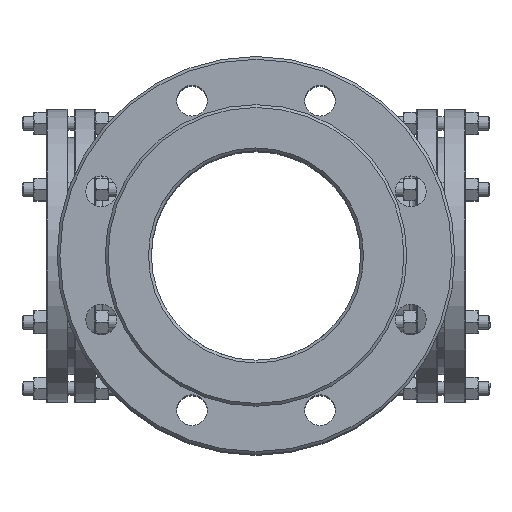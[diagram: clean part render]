
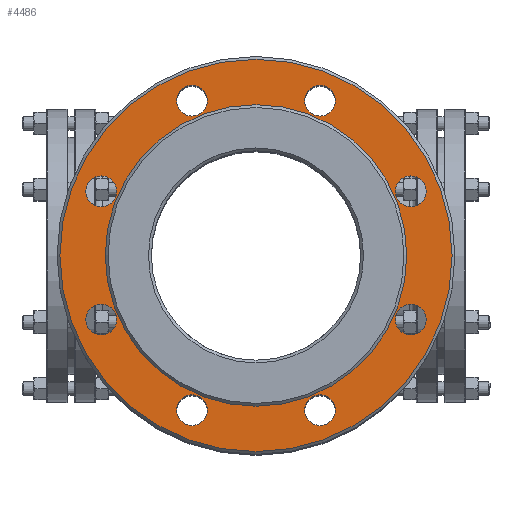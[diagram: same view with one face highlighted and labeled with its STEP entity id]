
A CAD part, top view. The second image highlights one B-rep face of the part: STEP entity #4486.
In plain terms, the highlighted planar face has unit normal (0, 0, 1).
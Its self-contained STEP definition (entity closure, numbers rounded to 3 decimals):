
#326=FACE_BOUND('',#1033,.T.);
#327=FACE_BOUND('',#1034,.T.);
#328=FACE_BOUND('',#1035,.T.);
#329=FACE_BOUND('',#1036,.T.);
#330=FACE_BOUND('',#1037,.T.);
#331=FACE_BOUND('',#1038,.T.);
#332=FACE_BOUND('',#1039,.T.);
#333=FACE_BOUND('',#1040,.T.);
#334=FACE_BOUND('',#1041,.T.);
#427=PLANE('',#5052);
#694=FACE_OUTER_BOUND('',#1032,.T.);
#1032=EDGE_LOOP('',(#3872));
#1033=EDGE_LOOP('',(#3873));
#1034=EDGE_LOOP('',(#3874));
#1035=EDGE_LOOP('',(#3875));
#1036=EDGE_LOOP('',(#3876));
#1037=EDGE_LOOP('',(#3877));
#1038=EDGE_LOOP('',(#3878));
#1039=EDGE_LOOP('',(#3879));
#1040=EDGE_LOOP('',(#3880));
#1041=EDGE_LOOP('',(#3881));
#1537=CIRCLE('',#4678,11.);
#1539=CIRCLE('',#4681,11.);
#1541=CIRCLE('',#4684,11.);
#1543=CIRCLE('',#4687,11.);
#1642=CIRCLE('',#4850,11.);
#1644=CIRCLE('',#4853,11.);
#1646=CIRCLE('',#4856,11.);
#1648=CIRCLE('',#4859,11.);
#1650=CIRCLE('',#4862,108.);
#1762=CIRCLE('',#5051,140.5);
#1981=VERTEX_POINT('',#7587);
#1983=VERTEX_POINT('',#7593);
#1985=VERTEX_POINT('',#7599);
#1987=VERTEX_POINT('',#7605);
#2082=VERTEX_POINT('',#8762);
#2084=VERTEX_POINT('',#8768);
#2086=VERTEX_POINT('',#8774);
#2088=VERTEX_POINT('',#8780);
#2090=VERTEX_POINT('',#8786);
#2196=VERTEX_POINT('',#9992);
#2429=EDGE_CURVE('',#1981,#1981,#1537,.T.);
#2432=EDGE_CURVE('',#1983,#1983,#1539,.T.);
#2435=EDGE_CURVE('',#1985,#1985,#1541,.T.);
#2438=EDGE_CURVE('',#1987,#1987,#1543,.T.);
#2584=EDGE_CURVE('',#2082,#2082,#1642,.T.);
#2587=EDGE_CURVE('',#2084,#2084,#1644,.T.);
#2590=EDGE_CURVE('',#2086,#2086,#1646,.T.);
#2593=EDGE_CURVE('',#2088,#2088,#1648,.T.);
#2596=EDGE_CURVE('',#2090,#2090,#1650,.T.);
#2763=EDGE_CURVE('',#2196,#2196,#1762,.T.);
#3872=ORIENTED_EDGE('',*,*,#2763,.F.);
#3873=ORIENTED_EDGE('',*,*,#2593,.T.);
#3874=ORIENTED_EDGE('',*,*,#2590,.T.);
#3875=ORIENTED_EDGE('',*,*,#2587,.T.);
#3876=ORIENTED_EDGE('',*,*,#2584,.T.);
#3877=ORIENTED_EDGE('',*,*,#2596,.T.);
#3878=ORIENTED_EDGE('',*,*,#2438,.F.);
#3879=ORIENTED_EDGE('',*,*,#2435,.F.);
#3880=ORIENTED_EDGE('',*,*,#2432,.F.);
#3881=ORIENTED_EDGE('',*,*,#2429,.F.);
#4486=ADVANCED_FACE('',(#694,#326,#327,#328,#329,#330,#331,#332,#333,#334),
#427,.T.);
#4678=AXIS2_PLACEMENT_3D('',#7588,#5431,#5432);
#4681=AXIS2_PLACEMENT_3D('',#7594,#5438,#5439);
#4684=AXIS2_PLACEMENT_3D('',#7600,#5445,#5446);
#4687=AXIS2_PLACEMENT_3D('',#7606,#5452,#5453);
#4850=AXIS2_PLACEMENT_3D('',#8763,#5819,#5820);
#4853=AXIS2_PLACEMENT_3D('',#8769,#5826,#5827);
#4856=AXIS2_PLACEMENT_3D('',#8775,#5833,#5834);
#4859=AXIS2_PLACEMENT_3D('',#8781,#5840,#5841);
#4862=AXIS2_PLACEMENT_3D('',#8787,#5847,#5848);
#5051=AXIS2_PLACEMENT_3D('',#9993,#6272,#6273);
#5052=AXIS2_PLACEMENT_3D('',#9995,#6275,#6276);
#5431=DIRECTION('center_axis',(0.,0.,1.));
#5432=DIRECTION('ref_axis',(1.,0.,0.));
#5438=DIRECTION('center_axis',(0.,0.,1.));
#5439=DIRECTION('ref_axis',(1.,0.,0.));
#5445=DIRECTION('center_axis',(0.,0.,1.));
#5446=DIRECTION('ref_axis',(1.,0.,0.));
#5452=DIRECTION('center_axis',(0.,0.,1.));
#5453=DIRECTION('ref_axis',(1.,0.,0.));
#5819=DIRECTION('center_axis',(0.,0.,-1.));
#5820=DIRECTION('ref_axis',(-1.,0.,0.));
#5826=DIRECTION('center_axis',(0.,0.,-1.));
#5827=DIRECTION('ref_axis',(-1.,0.,0.));
#5833=DIRECTION('center_axis',(0.,0.,-1.));
#5834=DIRECTION('ref_axis',(-1.,0.,0.));
#5840=DIRECTION('center_axis',(0.,0.,-1.));
#5841=DIRECTION('ref_axis',(-1.,0.,0.));
#5847=DIRECTION('center_axis',(0.,0.,-1.));
#5848=DIRECTION('ref_axis',(1.,0.,0.));
#6272=DIRECTION('center_axis',(0.,0.,-1.));
#6273=DIRECTION('ref_axis',(-1.,0.,0.));
#6275=DIRECTION('center_axis',(0.,0.,1.));
#6276=DIRECTION('ref_axis',(1.,0.,0.));
#7587=CARTESIAN_POINT('',(-121.866,-45.922,448.));
#7588=CARTESIAN_POINT('Origin',(-110.866,-45.922,448.));
#7593=CARTESIAN_POINT('',(-56.922,-110.866,448.));
#7594=CARTESIAN_POINT('Origin',(-45.922,-110.866,448.));
#7599=CARTESIAN_POINT('',(-56.922,110.866,448.));
#7600=CARTESIAN_POINT('Origin',(-45.922,110.866,448.));
#7605=CARTESIAN_POINT('',(-121.866,45.922,448.));
#7606=CARTESIAN_POINT('Origin',(-110.866,45.922,448.));
#8762=CARTESIAN_POINT('',(121.866,-45.922,448.));
#8763=CARTESIAN_POINT('Origin',(110.866,-45.922,448.));
#8768=CARTESIAN_POINT('',(56.922,-110.866,448.));
#8769=CARTESIAN_POINT('Origin',(45.922,-110.866,448.));
#8774=CARTESIAN_POINT('',(56.922,110.866,448.));
#8775=CARTESIAN_POINT('Origin',(45.922,110.866,448.));
#8780=CARTESIAN_POINT('',(121.866,45.922,448.));
#8781=CARTESIAN_POINT('Origin',(110.866,45.922,448.));
#8786=CARTESIAN_POINT('',(108.,0.,448.));
#8787=CARTESIAN_POINT('Origin',(0.,0.,448.));
#9992=CARTESIAN_POINT('',(140.5,0.,448.));
#9993=CARTESIAN_POINT('Origin',(0.,0.,448.));
#9995=CARTESIAN_POINT('Origin',(0.,0.,448.));
